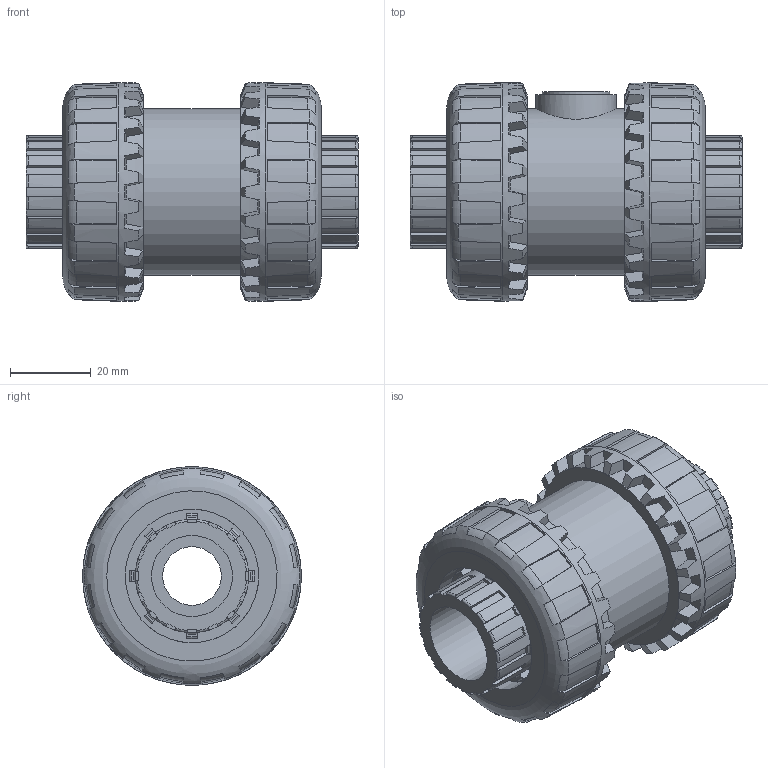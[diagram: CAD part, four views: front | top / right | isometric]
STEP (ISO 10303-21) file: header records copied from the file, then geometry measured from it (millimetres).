
FILE_DESCRIPTION(/* description */ (''),/* implementation_level */ '2;1');
FILE_NAME(/* name */ 'SXEIV020E.iam.stp',/* time_stamp */ '2013-10-01T10:25:25+02:00',/* author */ ('bfaro'),/* organization */ (''),/* preprocessor_version */ 'ST-DEVELOPER v15.2',/* originating_system */ 'Autodesk Inventor 2014',/* authorisation */ '');
FILE_SCHEMA (('AUTOMOTIVE_DESIGN { 1 0 10303 214 3 1 1 }'));
Length unit declared in the file: millimetre
Products named in the file (5): corpo valvola VEE 20; NTVXE020V; ENDIV020; Piastrina 20; SXEIV020E
Bounding box: 82 x 54 x 54 mm (x, y, z)
Volume: 99057.1 mm3; surface area: 38717.2 mm2
Topology: 6 solids, 6 shells, 693 faces, 2006 edges, 1337 vertices
Faces by surface type: plane 398, cone 130, cylinder 83, torus 82
Full cylindrical faces by diameter (mm): 14.5 x2, 16.6 x1, 20 x4, 28 x2, 33 x2, 36.8 x2, 41.1 x3
Entity records: 12800 total; most frequent: CARTESIAN_POINT 3086, ORIENTED_EDGE 2106, DIRECTION 2064, EDGE_CURVE 1053, AXIS2_PLACEMENT_3D 861, VERTEX_POINT 709, EDGE_LOOP 406, CIRCLE 382
